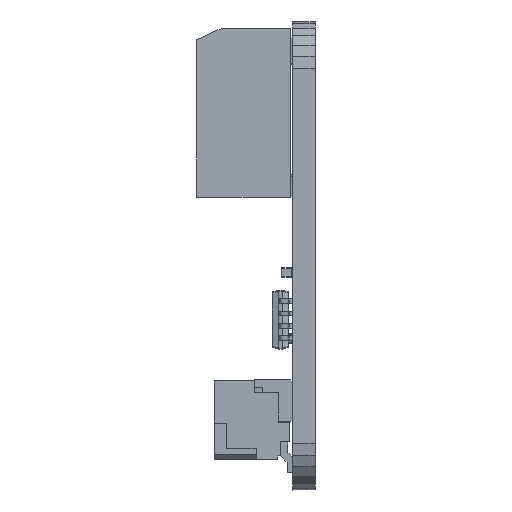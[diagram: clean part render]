
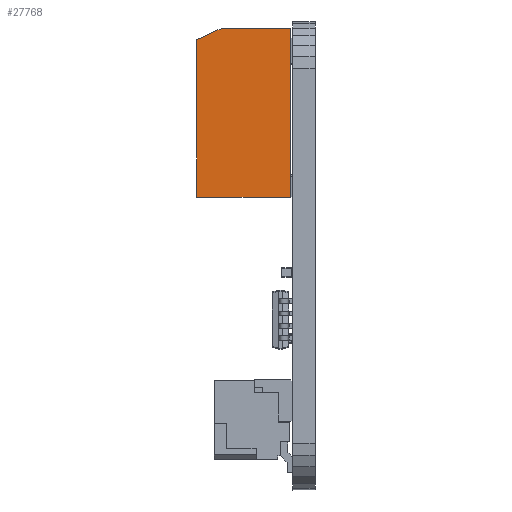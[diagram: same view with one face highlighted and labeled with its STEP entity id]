
A CAD part, left-side view. The second image highlights one B-rep face of the part: STEP entity #27768.
In plain terms, the highlighted planar face has unit normal (-1, 0, 0).
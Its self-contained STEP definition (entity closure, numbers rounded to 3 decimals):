
#10 = LINE ( 'NONE', #13457, #49017 ) ;
#132 = VECTOR ( 'NONE', #41715, 1000. ) ;
#252 = DIRECTION ( 'NONE',  ( 0., 0., 1. ) ) ;
#453 = VECTOR ( 'NONE', #35741, 1000. ) ;
#2612 = DIRECTION ( 'NONE',  ( 0., -1., 0. ) ) ;
#3739 = CARTESIAN_POINT ( 'NONE',  ( 0., 0., -4.5 ) ) ;
#4705 = EDGE_CURVE ( 'NONE', #30630, #38078, #50039, .T. ) ;
#6662 = EDGE_CURVE ( 'NONE', #29302, #30630, #27716, .T. ) ;
#12180 = CARTESIAN_POINT ( 'NONE',  ( 0., 5., -4.803 ) ) ;
#13457 = CARTESIAN_POINT ( 'NONE',  ( 0., 2.5, -9. ) ) ;
#15390 = DIRECTION ( 'NONE',  ( 1., 0., 0. ) ) ;
#15888 = VERTEX_POINT ( 'NONE', #22178 ) ;
#16694 = ORIENTED_EDGE ( 'NONE', *, *, #22736, .F. ) ;
#17197 = FACE_OUTER_BOUND ( 'NONE', #40151, .T. ) ;
#22121 = CARTESIAN_POINT ( 'NONE',  ( 0., 5., -9. ) ) ;
#22178 = CARTESIAN_POINT ( 'NONE',  ( 0., 0., -9. ) ) ;
#22736 = EDGE_CURVE ( 'NONE', #38078, #15888, #23667, .T. ) ;
#23632 = PLANE ( 'NONE',  #27725 ) ;
#23667 = LINE ( 'NONE', #3739, #453 ) ;
#24057 = ORIENTED_EDGE ( 'NONE', *, *, #4705, .F. ) ;
#25896 = CARTESIAN_POINT ( 'NONE',  ( 0., 3.7, 0. ) ) ;
#27492 = CARTESIAN_POINT ( 'NONE',  ( 0., 2.5, -4.5 ) ) ;
#27716 = LINE ( 'NONE', #37143, #132 ) ;
#27725 = AXIS2_PLACEMENT_3D ( 'NONE', #27492, #15390, #52076 ) ;
#27768 = ADVANCED_FACE ( 'NONE', ( #17197 ), #23632, .F. ) ;
#29024 = VECTOR ( 'NONE', #252, 1000. ) ;
#29302 = VERTEX_POINT ( 'NONE', #38590 ) ;
#29749 = DIRECTION ( 'NONE',  ( 0., 1., 0. ) ) ;
#30630 = VERTEX_POINT ( 'NONE', #25896 ) ;
#31066 = EDGE_CURVE ( 'NONE', #51759, #29302, #48541, .T. ) ;
#33159 = ORIENTED_EDGE ( 'NONE', *, *, #6662, .F. ) ;
#35741 = DIRECTION ( 'NONE',  ( 0., 0., -1. ) ) ;
#37143 = CARTESIAN_POINT ( 'NONE',  ( 0., 4.35, -0.303 ) ) ;
#38078 = VERTEX_POINT ( 'NONE', #46535 ) ;
#38590 = CARTESIAN_POINT ( 'NONE',  ( 0., 5., -0.606 ) ) ;
#40151 = EDGE_LOOP ( 'NONE', ( #24057, #33159, #48115, #51271, #16694 ) ) ;
#41715 = DIRECTION ( 'NONE',  ( 0., -0.906, 0.423 ) ) ;
#43729 = VECTOR ( 'NONE', #2612, 1000. ) ;
#46535 = CARTESIAN_POINT ( 'NONE',  ( 0., 0., 0. ) ) ;
#47733 = CARTESIAN_POINT ( 'NONE',  ( 0., 2.5, 0. ) ) ;
#48115 = ORIENTED_EDGE ( 'NONE', *, *, #31066, .F. ) ;
#48541 = LINE ( 'NONE', #12180, #29024 ) ;
#49017 = VECTOR ( 'NONE', #29749, 1000. ) ;
#49056 = EDGE_CURVE ( 'NONE', #15888, #51759, #10, .T. ) ;
#50039 = LINE ( 'NONE', #47733, #43729 ) ;
#51271 = ORIENTED_EDGE ( 'NONE', *, *, #49056, .F. ) ;
#51759 = VERTEX_POINT ( 'NONE', #22121 ) ;
#52076 = DIRECTION ( 'NONE',  ( 0., 0., -1. ) ) ;
